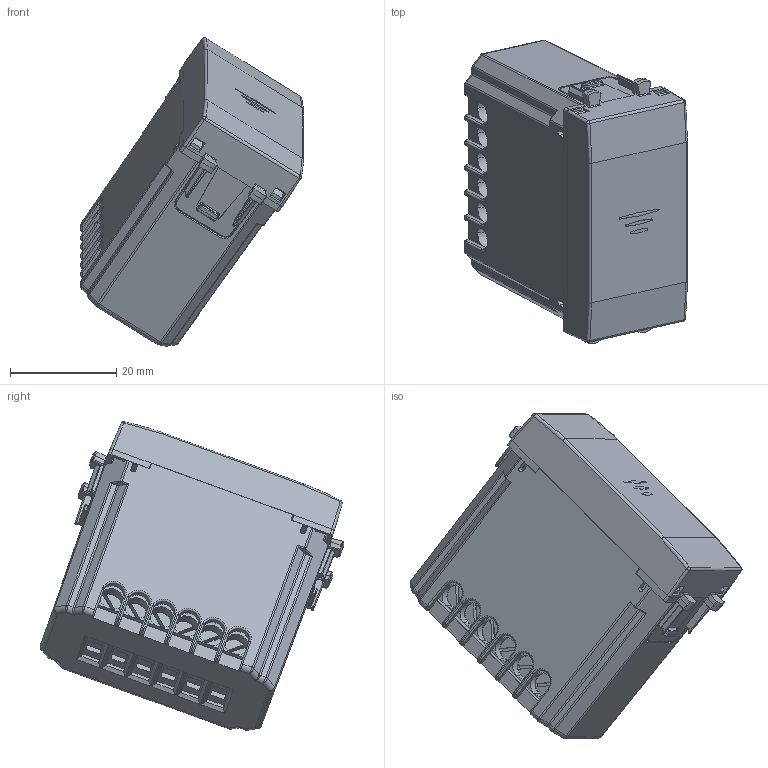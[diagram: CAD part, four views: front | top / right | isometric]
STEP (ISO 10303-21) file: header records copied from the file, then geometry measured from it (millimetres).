
FILE_DESCRIPTION(('CATIA V5 STEP Exchange'),'2;1');
FILE_NAME('441051S.stp','2024-02-22T11:05:26+00:00',('none'),('none'),'CATIA Version 5-6 Release 2016 SP6','CATIA V5 STEP AP203','none');
FILE_SCHEMA(('CONFIG_CONTROL_DESIGN'));
Products named in the file (1): 44X051S
Assembly tree (4 placements, depth 2):
  44X051S
    #57
    #14592
    #17103
    #43339
Bounding box: 41.91 x 57.22 x 58.1 mm (x, y, z)
Volume: 14367.8 mm3; surface area: 17067.4 mm2
Topology: 4 solids, 4 shells, 1070 faces, 2840 edges, 1752 vertices
Faces by surface type: plane 497, cylinder 371, bspline 118, cone 44, sphere 28, revolution 8, torus 4
Entity records: 43364 total; most frequent: CARTESIAN_POINT 20272, ORIENTED_EDGE 5572, DIRECTION 3308, EDGE_CURVE 2786, VERTEX_POINT 1743, VECTOR 1505, LINE 1505, EDGE_LOOP 1127
